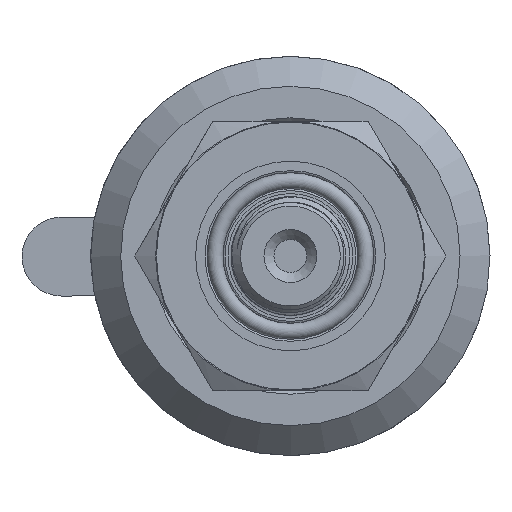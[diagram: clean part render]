
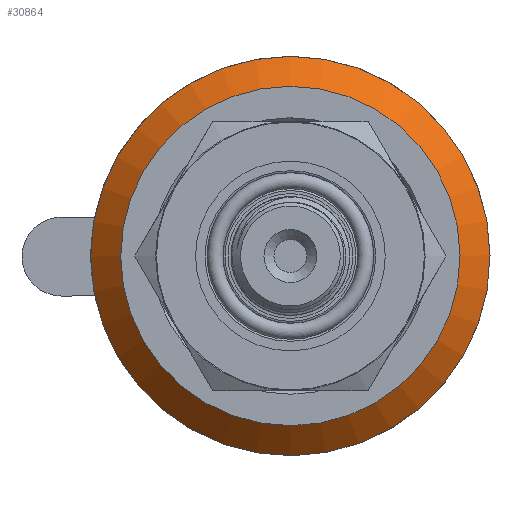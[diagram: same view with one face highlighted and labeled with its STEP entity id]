
A CAD part, left-side view. The second image highlights one B-rep face of the part: STEP entity #30864.
In plain terms, the highlighted conical face has half-angle 45 degrees and reference radius 18.5 mm.
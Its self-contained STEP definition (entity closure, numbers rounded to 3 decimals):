
#1707=CONICAL_SURFACE('',#32611,18.5,0.785);
#2369=FACE_OUTER_BOUND('',#4131,.T.);
#4131=EDGE_LOOP('',(#23917,#23918,#23919,#23920));
#5546=CIRCLE('',#32610,20.);
#5547=CIRCLE('',#32612,17.);
#7623=LINE('',#59838,#10602);
#10602=VECTOR('',#35991,18.5);
#13978=VERTEX_POINT('',#59833);
#13979=VERTEX_POINT('',#59837);
#17623=EDGE_CURVE('',#13978,#13978,#5546,.T.);
#17624=EDGE_CURVE('',#13978,#13979,#7623,.T.);
#17625=EDGE_CURVE('',#13979,#13979,#5547,.T.);
#23917=ORIENTED_EDGE('',*,*,#17623,.F.);
#23918=ORIENTED_EDGE('',*,*,#17624,.T.);
#23919=ORIENTED_EDGE('',*,*,#17625,.T.);
#23920=ORIENTED_EDGE('',*,*,#17624,.F.);
#30864=ADVANCED_FACE('',(#2369),#1707,.T.);
#32610=AXIS2_PLACEMENT_3D('',#59835,#35987,#35988);
#32611=AXIS2_PLACEMENT_3D('',#59836,#35989,#35990);
#32612=AXIS2_PLACEMENT_3D('',#59839,#35992,#35993);
#35987=DIRECTION('center_axis',(-1.,0.,0.));
#35988=DIRECTION('ref_axis',(0.,0.,
-1.));
#35989=DIRECTION('center_axis',(-1.,0.,0.));
#35990=DIRECTION('ref_axis',(0.,-1.,0.));
#35991=DIRECTION('',(0.707,-0.707,0.));
#35992=DIRECTION('center_axis',(-1.,0.,0.));
#35993=DIRECTION('ref_axis',(0.,0.,
-1.));
#59833=CARTESIAN_POINT('',(21.,20.,0.));
#59835=CARTESIAN_POINT('Origin',(21.,0.,0.));
#59836=CARTESIAN_POINT('Origin',(22.5,0.,0.));
#59837=CARTESIAN_POINT('',(24.,17.,0.));
#59838=CARTESIAN_POINT('',(22.5,18.5,0.));
#59839=CARTESIAN_POINT('Origin',(24.,0.,0.));
